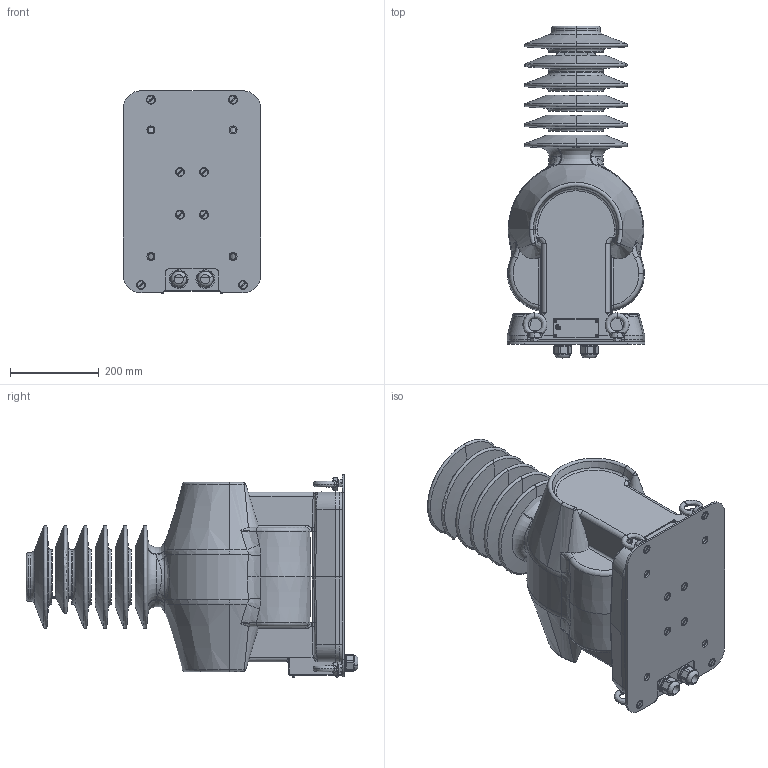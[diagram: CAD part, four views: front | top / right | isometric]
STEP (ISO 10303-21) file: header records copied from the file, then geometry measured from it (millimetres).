
FILE_DESCRIPTION (( 'STEP AP203' ), '1' );
FILE_NAME ('恂-0,3-35.STEP', '2022-08-01T11:27:10', ( '' ), ( '' ), 'SwSTEP 2.0', 'SolidWorks 2010', '' );
FILE_SCHEMA (( 'CONFIG_CONTROL_DESIGN' ));
Length unit declared in the file: millimetre
Products named in the file (1): 恂-0,3-35
Bounding box: 310 x 747.5 x 455.56 mm (x, y, z)
Surface area: 1596426 mm2 (no closed solid volume)
Topology: 0 solids, 103 shells, 937 faces, 3007 edges, 2093 vertices
Faces by surface type: cylinder 308, plane 256, bspline 124, torus 100, cone 98, sphere 51
Entity records: 44696 total; most frequent: CARTESIAN_POINT 19172, DIRECTION 5546, ORIENTED_EDGE 4643, EDGE_CURVE 2999, AXIS2_PLACEMENT_3D 2247, VERTEX_POINT 2093, CIRCLE 1433, EDGE_LOOP 1054
